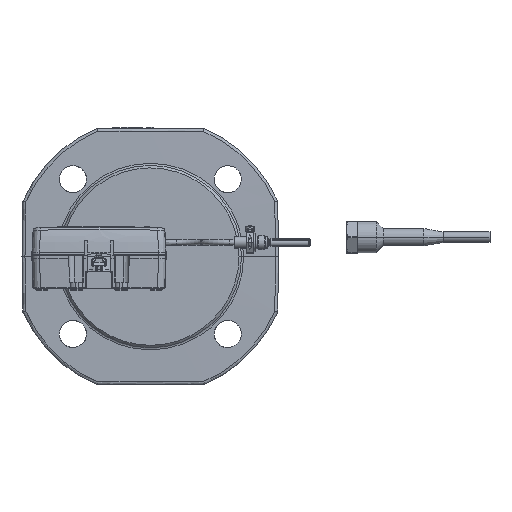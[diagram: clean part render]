
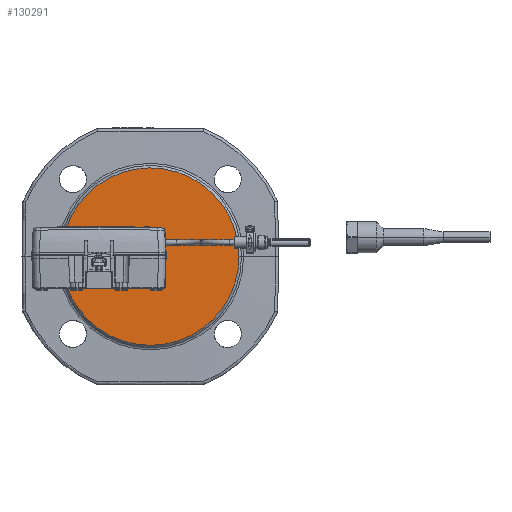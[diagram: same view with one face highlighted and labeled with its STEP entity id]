
A CAD part, left-side view. The second image highlights one B-rep face of the part: STEP entity #130291.
In plain terms, the highlighted planar face has unit normal (-1, 0, 0).
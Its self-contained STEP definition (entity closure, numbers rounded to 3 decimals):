
#130226=CARTESIAN_POINT('Axis2P3D Location',(-47.797,228.34,-170.112)) ;
#130232=CARTESIAN_POINT('Control Point',(-47.797,71.24,-85.)) ;
#130233=CARTESIAN_POINT('Control Point',(-47.797,71.24,-79.367)) ;
#130234=CARTESIAN_POINT('Control Point',(-47.797,71.915,-73.734)) ;
#130235=CARTESIAN_POINT('Control Point',(-47.797,73.266,-68.209)) ;
#130236=CARTESIAN_POINT('Control Point',(-47.797,77.263,-57.59)) ;
#130237=CARTESIAN_POINT('Control Point',(-47.797,83.657,-48.216)) ;
#130238=CARTESIAN_POINT('Control Point',(-47.797,87.403,-43.936)) ;
#130239=CARTESIAN_POINT('Control Point',(-47.797,95.847,-36.358)) ;
#130240=CARTESIAN_POINT('Control Point',(-47.797,105.843,-30.989)) ;
#130241=CARTESIAN_POINT('Control Point',(-47.797,111.141,-28.919)) ;
#130242=CARTESIAN_POINT('Control Point',(-47.797,122.129,-26.089)) ;
#130243=CARTESIAN_POINT('Control Point',(-47.797,133.474,-25.935)) ;
#130244=CARTESIAN_POINT('Control Point',(-47.797,139.129,-26.542)) ;
#130245=CARTESIAN_POINT('Control Point',(-47.797,150.184,-29.098)) ;
#130246=CARTESIAN_POINT('Control Point',(-47.797,160.322,-34.193)) ;
#130247=CARTESIAN_POINT('Control Point',(-47.797,165.06,-37.34)) ;
#130248=CARTESIAN_POINT('Control Point',(-47.797,173.69,-44.706)) ;
#130249=CARTESIAN_POINT('Control Point',(-47.797,180.336,-53.903)) ;
#130250=CARTESIAN_POINT('Control Point',(-47.797,183.089,-58.88)) ;
#130251=CARTESIAN_POINT('Control Point',(-47.797,186.4,-67.052)) ;
#130252=CARTESIAN_POINT('Control Point',(-47.797,188.137,-75.652)) ;
#130253=CARTESIAN_POINT('Control Point',(-47.797,188.552,-78.756)) ;
#130254=CARTESIAN_POINT('Control Point',(-47.797,188.76,-81.878)) ;
#130255=CARTESIAN_POINT('Control Point',(-47.797,188.76,-85.)) ;
#130256=CARTESIAN_POINT('Vertex',(-47.797,71.24,-85.)) ;
#130258=CARTESIAN_POINT('Vertex',(-47.797,188.76,-85.)) ;
#130262=CARTESIAN_POINT('Control Point',(-47.797,188.76,-85.)) ;
#130263=CARTESIAN_POINT('Control Point',(-47.797,188.76,-90.633)) ;
#130264=CARTESIAN_POINT('Control Point',(-47.797,188.085,-96.266)) ;
#130265=CARTESIAN_POINT('Control Point',(-47.797,186.734,-101.791)) ;
#130266=CARTESIAN_POINT('Control Point',(-47.797,182.737,-112.41)) ;
#130267=CARTESIAN_POINT('Control Point',(-47.797,176.343,-121.784)) ;
#130268=CARTESIAN_POINT('Control Point',(-47.797,172.597,-126.064)) ;
#130269=CARTESIAN_POINT('Control Point',(-47.797,164.153,-133.642)) ;
#130270=CARTESIAN_POINT('Control Point',(-47.797,154.157,-139.011)) ;
#130271=CARTESIAN_POINT('Control Point',(-47.797,148.859,-141.081)) ;
#130272=CARTESIAN_POINT('Control Point',(-47.797,137.871,-143.911)) ;
#130273=CARTESIAN_POINT('Control Point',(-47.797,126.526,-144.065)) ;
#130274=CARTESIAN_POINT('Control Point',(-47.797,120.871,-143.458)) ;
#130275=CARTESIAN_POINT('Control Point',(-47.797,109.816,-140.902)) ;
#130276=CARTESIAN_POINT('Control Point',(-47.797,99.678,-135.807)) ;
#130277=CARTESIAN_POINT('Control Point',(-47.797,94.94,-132.66)) ;
#130278=CARTESIAN_POINT('Control Point',(-47.797,86.31,-125.294)) ;
#130279=CARTESIAN_POINT('Control Point',(-47.797,79.664,-116.097)) ;
#130280=CARTESIAN_POINT('Control Point',(-47.797,76.911,-111.12)) ;
#130281=CARTESIAN_POINT('Control Point',(-47.797,73.6,-102.948)) ;
#130282=CARTESIAN_POINT('Control Point',(-47.797,71.863,-94.348)) ;
#130283=CARTESIAN_POINT('Control Point',(-47.797,71.448,-91.244)) ;
#130284=CARTESIAN_POINT('Control Point',(-47.797,71.24,-88.122)) ;
#130285=CARTESIAN_POINT('Control Point',(-47.797,71.24,-85.)) ;
#130227=DIRECTION('Axis2P3D Direction',(1.,0.,0.)) ;
#130228=DIRECTION('Axis2P3D XDirection',(0.,1.,0.)) ;
#130229=AXIS2_PLACEMENT_3D('Plane Axis2P3D',#130226,#130227,#130228) ;
#130230=PLANE('',#130229) ;
#130260=EDGE_CURVE('',#130257,#130259,#130231,.T.) ;
#130286=EDGE_CURVE('',#130259,#130257,#130261,.T.) ;
#130288=ORIENTED_EDGE('',*,*,#130260,.T.) ;
#130289=ORIENTED_EDGE('',*,*,#130286,.T.) ;
#130287=EDGE_LOOP('',(#130288,#130289)) ;
#130257=VERTEX_POINT('',#130256) ;
#130259=VERTEX_POINT('',#130258) ;
#130291=ADVANCED_FACE('750710 - TST',(#130290),#130230,.F.) ;
#130231=B_SPLINE_CURVE_WITH_KNOTS('',5,(#130232,#130233,#130234,#130235,#130236,#130237,#130238,#130239,#130240,#130241,#130242,#130243,#130244,#130245,#130246,#130247,#130248,#130249,#130250,#130251,#130252,#130253,#130254,#130255),.UNSPECIFIED.,.F.,.U.,(6,3,3,3,3,3,3,6),(0.,39.831,79.661,119.492,159.322,199.153,238.984,261.059),.UNSPECIFIED.) ;
#130261=B_SPLINE_CURVE_WITH_KNOTS('',5,(#130262,#130263,#130264,#130265,#130266,#130267,#130268,#130269,#130270,#130271,#130272,#130273,#130274,#130275,#130276,#130277,#130278,#130279,#130280,#130281,#130282,#130283,#130284,#130285),.UNSPECIFIED.,.F.,.U.,(6,3,3,3,3,3,3,6),(0.,39.831,79.661,119.492,159.322,199.153,238.984,261.059),.UNSPECIFIED.) ;
#130290=FACE_OUTER_BOUND('',#130287,.T.) ;
